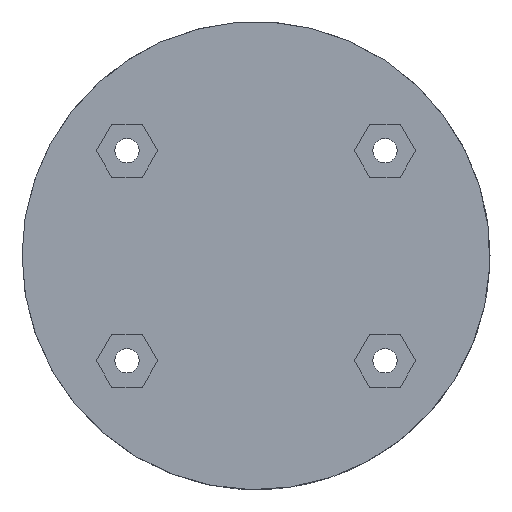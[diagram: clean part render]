
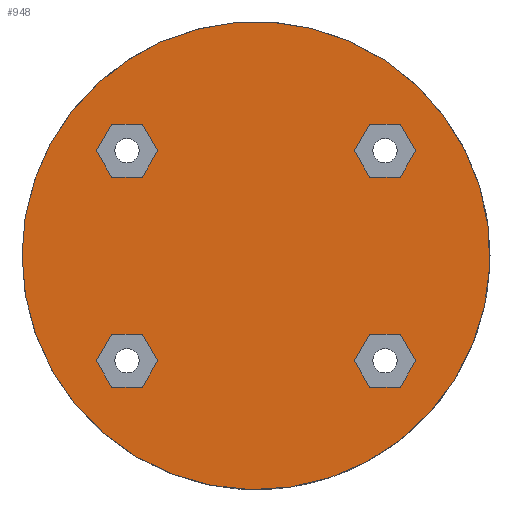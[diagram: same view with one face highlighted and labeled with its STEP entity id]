
A CAD part, front view. The second image highlights one B-rep face of the part: STEP entity #948.
In plain terms, the highlighted planar face has unit normal (0, -1, 0).
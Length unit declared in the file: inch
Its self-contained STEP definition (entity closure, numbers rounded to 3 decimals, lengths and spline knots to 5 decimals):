
#32=FACE_BOUND('',#165,.T.);
#33=FACE_BOUND('',#166,.T.);
#34=FACE_BOUND('',#167,.T.);
#35=FACE_BOUND('',#168,.T.);
#56=CIRCLE('',#1030,1.25);
#57=CIRCLE('',#1031,1.25);
#107=FACE_OUTER_BOUND('',#164,.T.);
#164=EDGE_LOOP('',(#834,#835));
#165=EDGE_LOOP('',(#836,#837,#838,#839,#840,#841));
#166=EDGE_LOOP('',(#842,#843,#844,#845,#846,#847));
#167=EDGE_LOOP('',(#848,#849,#850,#851,#852,#853));
#168=EDGE_LOOP('',(#854,#855,#856,#857,#858,#859));
#169=LINE('',#1292,#276);
#173=LINE('',#1300,#280);
#176=LINE('',#1306,#283);
#179=LINE('',#1312,#286);
#182=LINE('',#1318,#289);
#185=LINE('',#1323,#292);
#187=LINE('',#1331,#294);
#191=LINE('',#1339,#298);
#194=LINE('',#1345,#301);
#197=LINE('',#1351,#304);
#200=LINE('',#1357,#307);
#203=LINE('',#1362,#310);
#205=LINE('',#1370,#312);
#209=LINE('',#1378,#316);
#212=LINE('',#1384,#319);
#215=LINE('',#1390,#322);
#218=LINE('',#1396,#325);
#221=LINE('',#1401,#328);
#223=LINE('',#1409,#330);
#227=LINE('',#1417,#334);
#230=LINE('',#1423,#337);
#233=LINE('',#1429,#340);
#236=LINE('',#1435,#343);
#239=LINE('',#1440,#346);
#276=VECTOR('',#1039,0.3937);
#280=VECTOR('',#1045,0.3937);
#283=VECTOR('',#1050,0.3937);
#286=VECTOR('',#1055,0.3937);
#289=VECTOR('',#1060,0.3937);
#292=VECTOR('',#1065,0.3937);
#294=VECTOR('',#1073,0.3937);
#298=VECTOR('',#1079,0.3937);
#301=VECTOR('',#1084,0.3937);
#304=VECTOR('',#1089,0.3937);
#307=VECTOR('',#1094,0.3937);
#310=VECTOR('',#1099,0.3937);
#312=VECTOR('',#1107,0.3937);
#316=VECTOR('',#1113,0.3937);
#319=VECTOR('',#1118,0.3937);
#322=VECTOR('',#1123,0.3937);
#325=VECTOR('',#1128,0.3937);
#328=VECTOR('',#1133,0.3937);
#330=VECTOR('',#1141,0.3937);
#334=VECTOR('',#1147,0.3937);
#337=VECTOR('',#1152,0.3937);
#340=VECTOR('',#1157,0.3937);
#343=VECTOR('',#1162,0.3937);
#346=VECTOR('',#1167,0.3937);
#383=VERTEX_POINT('',#1290);
#384=VERTEX_POINT('',#1291);
#387=VERTEX_POINT('',#1299);
#389=VERTEX_POINT('',#1305);
#391=VERTEX_POINT('',#1311);
#393=VERTEX_POINT('',#1317);
#396=VERTEX_POINT('',#1329);
#397=VERTEX_POINT('',#1330);
#400=VERTEX_POINT('',#1338);
#402=VERTEX_POINT('',#1344);
#404=VERTEX_POINT('',#1350);
#406=VERTEX_POINT('',#1356);
#409=VERTEX_POINT('',#1368);
#410=VERTEX_POINT('',#1369);
#413=VERTEX_POINT('',#1377);
#415=VERTEX_POINT('',#1383);
#417=VERTEX_POINT('',#1389);
#419=VERTEX_POINT('',#1395);
#422=VERTEX_POINT('',#1407);
#423=VERTEX_POINT('',#1408);
#426=VERTEX_POINT('',#1416);
#428=VERTEX_POINT('',#1422);
#430=VERTEX_POINT('',#1428);
#432=VERTEX_POINT('',#1434);
#468=VERTEX_POINT('',#1547);
#469=VERTEX_POINT('',#1549);
#470=EDGE_CURVE('',#383,#384,#169,.T.);
#474=EDGE_CURVE('',#387,#383,#173,.T.);
#477=EDGE_CURVE('',#389,#387,#176,.T.);
#480=EDGE_CURVE('',#391,#389,#179,.T.);
#483=EDGE_CURVE('',#393,#391,#182,.T.);
#486=EDGE_CURVE('',#384,#393,#185,.T.);
#489=EDGE_CURVE('',#396,#397,#187,.T.);
#493=EDGE_CURVE('',#400,#396,#191,.T.);
#496=EDGE_CURVE('',#402,#400,#194,.T.);
#499=EDGE_CURVE('',#404,#402,#197,.T.);
#502=EDGE_CURVE('',#406,#404,#200,.T.);
#505=EDGE_CURVE('',#397,#406,#203,.T.);
#508=EDGE_CURVE('',#409,#410,#205,.T.);
#512=EDGE_CURVE('',#413,#409,#209,.T.);
#515=EDGE_CURVE('',#415,#413,#212,.T.);
#518=EDGE_CURVE('',#417,#415,#215,.T.);
#521=EDGE_CURVE('',#419,#417,#218,.T.);
#524=EDGE_CURVE('',#410,#419,#221,.T.);
#527=EDGE_CURVE('',#422,#423,#223,.T.);
#531=EDGE_CURVE('',#426,#422,#227,.T.);
#534=EDGE_CURVE('',#428,#426,#230,.T.);
#537=EDGE_CURVE('',#430,#428,#233,.T.);
#540=EDGE_CURVE('',#432,#430,#236,.T.);
#543=EDGE_CURVE('',#423,#432,#239,.T.);
#597=EDGE_CURVE('',#468,#469,#56,.T.);
#598=EDGE_CURVE('',#469,#468,#57,.T.);
#834=ORIENTED_EDGE('',*,*,#598,.F.);
#835=ORIENTED_EDGE('',*,*,#597,.F.);
#836=ORIENTED_EDGE('',*,*,#470,.T.);
#837=ORIENTED_EDGE('',*,*,#486,.T.);
#838=ORIENTED_EDGE('',*,*,#483,.T.);
#839=ORIENTED_EDGE('',*,*,#480,.T.);
#840=ORIENTED_EDGE('',*,*,#477,.T.);
#841=ORIENTED_EDGE('',*,*,#474,.T.);
#842=ORIENTED_EDGE('',*,*,#489,.T.);
#843=ORIENTED_EDGE('',*,*,#505,.T.);
#844=ORIENTED_EDGE('',*,*,#502,.T.);
#845=ORIENTED_EDGE('',*,*,#499,.T.);
#846=ORIENTED_EDGE('',*,*,#496,.T.);
#847=ORIENTED_EDGE('',*,*,#493,.T.);
#848=ORIENTED_EDGE('',*,*,#508,.T.);
#849=ORIENTED_EDGE('',*,*,#524,.T.);
#850=ORIENTED_EDGE('',*,*,#521,.T.);
#851=ORIENTED_EDGE('',*,*,#518,.T.);
#852=ORIENTED_EDGE('',*,*,#515,.T.);
#853=ORIENTED_EDGE('',*,*,#512,.T.);
#854=ORIENTED_EDGE('',*,*,#527,.T.);
#855=ORIENTED_EDGE('',*,*,#543,.T.);
#856=ORIENTED_EDGE('',*,*,#540,.T.);
#857=ORIENTED_EDGE('',*,*,#537,.T.);
#858=ORIENTED_EDGE('',*,*,#534,.T.);
#859=ORIENTED_EDGE('',*,*,#531,.T.);
#899=PLANE('',#1034);
#948=ADVANCED_FACE('',(#107,#32,#33,#34,#35),#899,.F.);
#1030=AXIS2_PLACEMENT_3D('',#1550,#1278,#1279);
#1031=AXIS2_PLACEMENT_3D('',#1551,#1280,#1281);
#1034=AXIS2_PLACEMENT_3D('',#1554,#1286,#1287);
#1039=DIRECTION('',(-0.5,0.,0.866));
#1045=DIRECTION('',(-1.,0.,0.));
#1050=DIRECTION('',(-0.5,0.,-0.866));
#1055=DIRECTION('',(0.5,0.,-0.866));
#1060=DIRECTION('',(1.,0.,0.));
#1065=DIRECTION('',(0.5,0.,0.866));
#1073=DIRECTION('',(1.,0.,0.));
#1079=DIRECTION('',(0.5,0.,0.866));
#1084=DIRECTION('',(-0.5,0.,0.866));
#1089=DIRECTION('',(-1.,0.,0.));
#1094=DIRECTION('',(-0.5,0.,-0.866));
#1099=DIRECTION('',(0.5,0.,-0.866));
#1107=DIRECTION('',(1.,0.,0.));
#1113=DIRECTION('',(0.5,0.,0.866));
#1118=DIRECTION('',(-0.5,0.,0.866));
#1123=DIRECTION('',(-1.,0.,0.));
#1128=DIRECTION('',(-0.5,0.,-0.866));
#1133=DIRECTION('',(0.5,0.,-0.866));
#1141=DIRECTION('',(1.,0.,0.));
#1147=DIRECTION('',(0.5,0.,0.866));
#1152=DIRECTION('',(-0.5,0.,0.866));
#1157=DIRECTION('',(-1.,0.,0.));
#1162=DIRECTION('',(-0.5,0.,-0.866));
#1167=DIRECTION('',(0.5,0.,-0.866));
#1278=DIRECTION('center_axis',(0.,1.,0.));
#1279=DIRECTION('ref_axis',(1.,0.,0.));
#1280=DIRECTION('center_axis',(0.,1.,0.));
#1281=DIRECTION('ref_axis',(1.,0.,0.));
#1286=DIRECTION('center_axis',(0.,1.,0.));
#1287=DIRECTION('ref_axis',(1.,0.,0.));
#1290=CARTESIAN_POINT('',(-0.77081,0.,-0.70276));
#1291=CARTESIAN_POINT('',(-0.85263,0.,-0.56102));
#1292=CARTESIAN_POINT('',(-0.82661,0.,-0.60611));
#1299=CARTESIAN_POINT('',(-0.60715,0.,-0.70276));
#1300=CARTESIAN_POINT('',(-0.30357,0.,-0.70276));
#1305=CARTESIAN_POINT('',(-0.52532,0.,-0.56102));
#1306=CARTESIAN_POINT('',(-0.33819,0.,-0.23691));
#1311=CARTESIAN_POINT('',(-0.60715,0.,-0.41929));
#1312=CARTESIAN_POINT('',(-0.62203,0.,-0.39351));
#1317=CARTESIAN_POINT('',(-0.77081,0.,-0.41929));
#1318=CARTESIAN_POINT('',(-0.3854,0.,-0.41929));
#1323=CARTESIAN_POINT('',(-0.62459,0.,-0.16604));
#1329=CARTESIAN_POINT('',(0.60715,0.,-0.41929));
#1330=CARTESIAN_POINT('',(0.77081,0.,-0.41929));
#1331=CARTESIAN_POINT('',(0.30357,0.,-0.41929));
#1338=CARTESIAN_POINT('',(0.52532,0.,-0.56102));
#1339=CARTESIAN_POINT('',(0.58112,0.,-0.46437));
#1344=CARTESIAN_POINT('',(0.60715,0.,-0.70276));
#1345=CARTESIAN_POINT('',(0.3791,0.,-0.30777));
#1350=CARTESIAN_POINT('',(0.77081,0.,-0.70276));
#1351=CARTESIAN_POINT('',(0.3854,0.,-0.70276));
#1356=CARTESIAN_POINT('',(0.85263,0.,-0.56102));
#1357=CARTESIAN_POINT('',(0.86752,0.,-0.53524));
#1362=CARTESIAN_POINT('',(0.58368,0.,-0.09517));
#1368=CARTESIAN_POINT('',(-0.77081,0.,0.70276));
#1369=CARTESIAN_POINT('',(-0.60715,0.,0.70276));
#1370=CARTESIAN_POINT('',(-0.3854,0.,0.70276));
#1377=CARTESIAN_POINT('',(-0.85263,0.,0.56102));
#1378=CARTESIAN_POINT('',(-0.86752,0.,0.53524));
#1383=CARTESIAN_POINT('',(-0.77081,0.,0.41929));
#1384=CARTESIAN_POINT('',(-0.58368,0.,0.09517));
#1389=CARTESIAN_POINT('',(-0.60715,0.,0.41929));
#1390=CARTESIAN_POINT('',(-0.30357,0.,0.41929));
#1395=CARTESIAN_POINT('',(-0.52532,0.,0.56102));
#1396=CARTESIAN_POINT('',(-0.58112,0.,0.46437));
#1401=CARTESIAN_POINT('',(-0.3791,0.,0.30777));
#1407=CARTESIAN_POINT('',(0.60715,0.,0.70276));
#1408=CARTESIAN_POINT('',(0.77081,0.,0.70276));
#1409=CARTESIAN_POINT('',(0.30357,0.,0.70276));
#1416=CARTESIAN_POINT('',(0.52532,0.,0.56102));
#1417=CARTESIAN_POINT('',(0.33819,0.,0.23691));
#1422=CARTESIAN_POINT('',(0.60715,0.,0.41929));
#1423=CARTESIAN_POINT('',(0.62203,0.,0.39351));
#1428=CARTESIAN_POINT('',(0.77081,0.,0.41929));
#1429=CARTESIAN_POINT('',(0.3854,0.,0.41929));
#1434=CARTESIAN_POINT('',(0.85263,0.,0.56102));
#1435=CARTESIAN_POINT('',(0.62459,0.,0.16604));
#1440=CARTESIAN_POINT('',(0.82661,0.,0.60611));
#1547=CARTESIAN_POINT('',(-1.25,0.,0.));
#1549=CARTESIAN_POINT('',(0.29743,0.,1.2141));
#1550=CARTESIAN_POINT('Origin',(0.,0.,0.));
#1551=CARTESIAN_POINT('Origin',(0.,0.,0.));
#1554=CARTESIAN_POINT('Origin',(0.,0.,0.));
